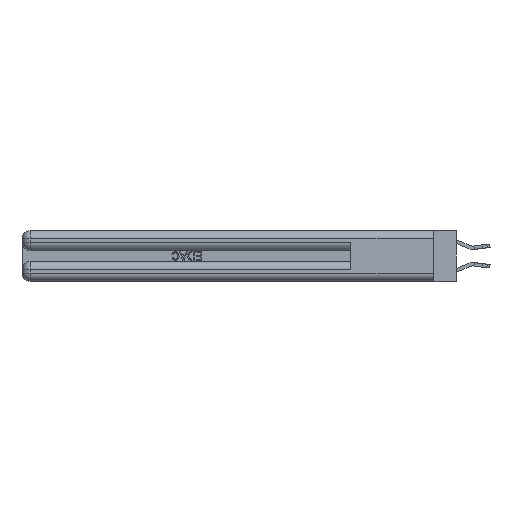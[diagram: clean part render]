
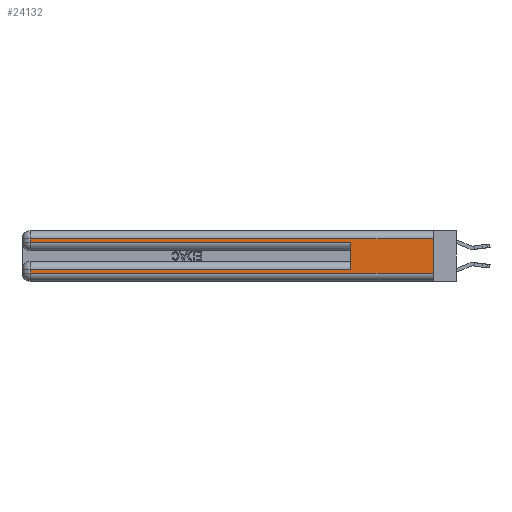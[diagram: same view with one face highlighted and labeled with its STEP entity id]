
A CAD part, left-side view. The second image highlights one B-rep face of the part: STEP entity #24132.
In plain terms, the highlighted planar face has unit normal (-1, 0, 0).
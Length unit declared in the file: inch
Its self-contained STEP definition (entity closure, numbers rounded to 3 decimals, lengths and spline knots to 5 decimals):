
#260 = AXIS2_PLACEMENT_3D ( 'NONE', #17405, #23814, #10399 ) ;
#621 = LINE ( 'NONE', #18457, #9851 ) ;
#869 = DIRECTION ( 'NONE',  ( 0., 0., 1. ) ) ;
#933 = CARTESIAN_POINT ( 'NONE',  ( 0., 2.94, 0.085 ) ) ;
#950 = VERTEX_POINT ( 'NONE', #13942 ) ;
#1669 = ORIENTED_EDGE ( 'NONE', *, *, #26213, .F. ) ;
#1806 = EDGE_CURVE ( 'NONE', #18385, #26745, #26468, .T. ) ;
#2022 = EDGE_CURVE ( 'NONE', #2303, #25165, #8049, .T. ) ;
#2235 = VECTOR ( 'NONE', #15357, 39.37008 ) ;
#2303 = VERTEX_POINT ( 'NONE', #933 ) ;
#2459 = VECTOR ( 'NONE', #16218, 39.37008 ) ;
#3964 = FACE_OUTER_BOUND ( 'NONE', #7221, .T. ) ;
#4739 = DIRECTION ( 'NONE',  ( 0., 0., -1. ) ) ;
#5200 = VERTEX_POINT ( 'NONE', #10200 ) ;
#6032 = ORIENTED_EDGE ( 'NONE', *, *, #25864, .T. ) ;
#6261 = LINE ( 'NONE', #24366, #21058 ) ;
#6459 = CARTESIAN_POINT ( 'NONE',  ( 0., 0., 0.31 ) ) ;
#7179 = CARTESIAN_POINT ( 'NONE',  ( 0., 0., 0.085 ) ) ;
#7221 = EDGE_LOOP ( 'NONE', ( #1669, #8468, #22611, #6032, #21772, #18135, #16531, #25396 ) ) ;
#7790 = EDGE_CURVE ( 'NONE', #25165, #950, #6261, .T. ) ;
#8049 = LINE ( 'NONE', #21475, #8817 ) ;
#8468 = ORIENTED_EDGE ( 'NONE', *, *, #1806, .T. ) ;
#8817 = VECTOR ( 'NONE', #15048, 39.37008 ) ;
#9837 = DIRECTION ( 'NONE',  ( 0., 0., -1. ) ) ;
#9851 = VECTOR ( 'NONE', #9837, 39.37008 ) ;
#10200 = CARTESIAN_POINT ( 'NONE',  ( 0., 0.6, 0.085 ) ) ;
#10399 = DIRECTION ( 'NONE',  ( 0., 0., -1. ) ) ;
#10979 = CARTESIAN_POINT ( 'NONE',  ( 0., 2.94, 0.06 ) ) ;
#11333 = LINE ( 'NONE', #13246, #13235 ) ;
#12005 = LINE ( 'NONE', #14022, #23856 ) ;
#13235 = VECTOR ( 'NONE', #4739, 39.37008 ) ;
#13246 = CARTESIAN_POINT ( 'NONE',  ( 0., 0., 0.37 ) ) ;
#13293 = VERTEX_POINT ( 'NONE', #20039 ) ;
#13484 = CARTESIAN_POINT ( 'NONE',  ( 0., 2.94, 0.31 ) ) ;
#13942 = CARTESIAN_POINT ( 'NONE',  ( 0., 0., 0.06 ) ) ;
#14022 = CARTESIAN_POINT ( 'NONE',  ( 0., 0.6, 0.145 ) ) ;
#14387 = CARTESIAN_POINT ( 'NONE',  ( 0., 0.6, 0.285 ) ) ;
#15048 = DIRECTION ( 'NONE',  ( 0., 0., -1. ) ) ;
#15357 = DIRECTION ( 'NONE',  ( 0., 1., 0. ) ) ;
#15596 = DIRECTION ( 'NONE',  ( 0., -1., 0. ) ) ;
#16218 = DIRECTION ( 'NONE',  ( 0., 1., 0. ) ) ;
#16531 = ORIENTED_EDGE ( 'NONE', *, *, #2022, .T. ) ;
#16953 = CARTESIAN_POINT ( 'NONE',  ( 0., 0., 0.31 ) ) ;
#17405 = CARTESIAN_POINT ( 'NONE',  ( 0., 0., 0.37 ) ) ;
#17858 = LINE ( 'NONE', #7179, #2459 ) ;
#17944 = DIRECTION ( 'NONE',  ( 0., -1., 0. ) ) ;
#18135 = ORIENTED_EDGE ( 'NONE', *, *, #23574, .T. ) ;
#18385 = VERTEX_POINT ( 'NONE', #16953 ) ;
#18457 = CARTESIAN_POINT ( 'NONE',  ( 0., 2.94, 0.37 ) ) ;
#20039 = CARTESIAN_POINT ( 'NONE',  ( 0., 2.94, 0.285 ) ) ;
#20545 = CARTESIAN_POINT ( 'NONE',  ( 0., 0., 0.285 ) ) ;
#20650 = VECTOR ( 'NONE', #17944, 39.37008 ) ;
#21058 = VECTOR ( 'NONE', #15596, 39.37008 ) ;
#21188 = EDGE_CURVE ( 'NONE', #26745, #13293, #621, .T. ) ;
#21475 = CARTESIAN_POINT ( 'NONE',  ( 0., 2.94, 0.37 ) ) ;
#21639 = EDGE_CURVE ( 'NONE', #5200, #25902, #12005, .T. ) ;
#21772 = ORIENTED_EDGE ( 'NONE', *, *, #21639, .F. ) ;
#22611 = ORIENTED_EDGE ( 'NONE', *, *, #21188, .T. ) ;
#22745 = LINE ( 'NONE', #20545, #20650 ) ;
#23574 = EDGE_CURVE ( 'NONE', #5200, #2303, #17858, .T. ) ;
#23814 = DIRECTION ( 'NONE',  ( 1., 0., 0. ) ) ;
#23856 = VECTOR ( 'NONE', #869, 39.37008 ) ;
#24132 = ADVANCED_FACE ( 'NONE', ( #3964 ), #26308, .F. ) ;
#24366 = CARTESIAN_POINT ( 'NONE',  ( 0., 0., 0.06 ) ) ;
#25165 = VERTEX_POINT ( 'NONE', #10979 ) ;
#25396 = ORIENTED_EDGE ( 'NONE', *, *, #7790, .T. ) ;
#25864 = EDGE_CURVE ( 'NONE', #13293, #25902, #22745, .T. ) ;
#25902 = VERTEX_POINT ( 'NONE', #14387 ) ;
#26213 = EDGE_CURVE ( 'NONE', #18385, #950, #11333, .T. ) ;
#26308 = PLANE ( 'NONE',  #260 ) ;
#26468 = LINE ( 'NONE', #6459, #2235 ) ;
#26745 = VERTEX_POINT ( 'NONE', #13484 ) ;
